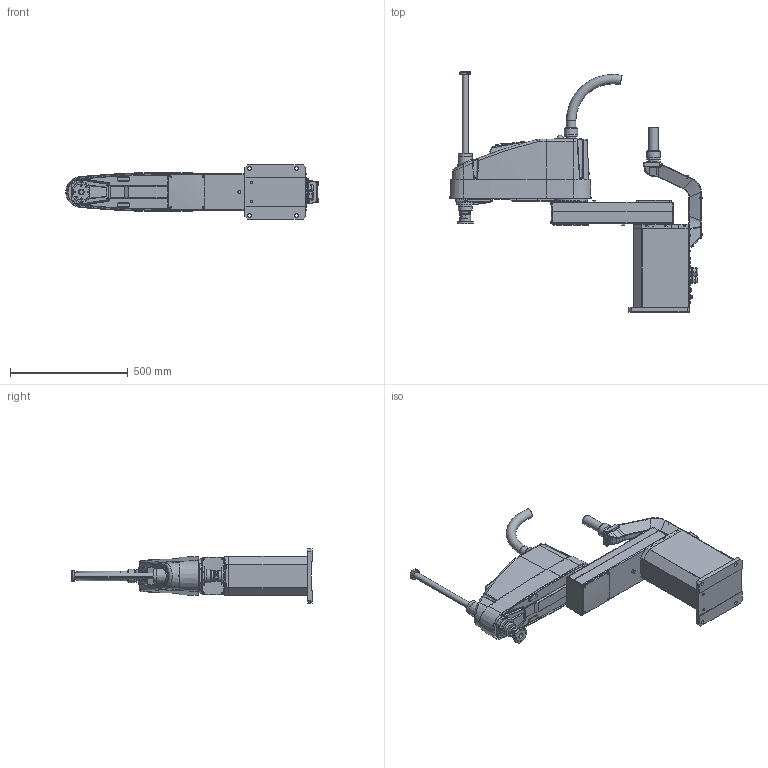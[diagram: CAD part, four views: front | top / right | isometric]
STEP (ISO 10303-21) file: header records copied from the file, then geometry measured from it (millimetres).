
FILE_DESCRIPTION (( 'STEP AP203' ), '1' );
FILE_NAME ('GBT-S20A-800溘淩耀倰.STEP', '2024-07-15T06:57:10', ( '' ), ( '' ), 'SwSTEP 2.0', 'SolidWorks 2020', '' );
FILE_SCHEMA (( 'CONFIG_CONTROL_DESIGN' ));
Length unit declared in the file: millimetre
Products named in the file (5): GBT-S20A-100.00_defeature; GBT-S20A-200-800_defeature; GBT-S20A-800溘淩耀倰; GBT-S20A-400.00_defeature; GBT-S20A-300.00_defeature
Assembly tree (4 placements, depth 2):
  GBT-S20A-800溘淩耀倰
    GBT-S20A-100.00_defeature
    GBT-S20A-200-800_defeature
    GBT-S20A-300.00_defeature
    GBT-S20A-400.00_defeature
Bounding box: 1072.48 x 1020.5 x 230 mm (x, y, z)
Volume: 34266456.7 mm3; surface area: 2266262.6 mm2
Topology: 14 solids, 16 shells, 2317 faces, 5548 edges, 3517 vertices
Faces by surface type: plane 1097, cylinder 630, cone 220, bspline 175, torus 163, sphere 32
Full cylindrical faces by diameter (mm): 3 x12, 4 x19, 4.2 x3, 5 x6, 5.5 x14, 5.6 x5, 6 x2, 6.6 x4, 7 x49, 7.5 x4, 8 x8, 8.5 x6, 8.8 x4, 9 x5, 9.6 x2, 10 x10, 10.9 x2, 11 x8, 13 x11, 13.379 x1, 13.75 x4, 14.5 x4, 16 x6, 18 x3, 20 x1, 22 x1, 25 x1, 25.1 x1, 27 x1, 30 x1
Entity records: 76630 total; most frequent: CARTESIAN_POINT 25076, DIRECTION 10508, ORIENTED_EDGE 10174, EDGE_CURVE 5087, AXIS2_PLACEMENT_3D 4062, VERTEX_POINT 3413, EDGE_LOOP 2992, FACE_OUTER_BOUND 2623
